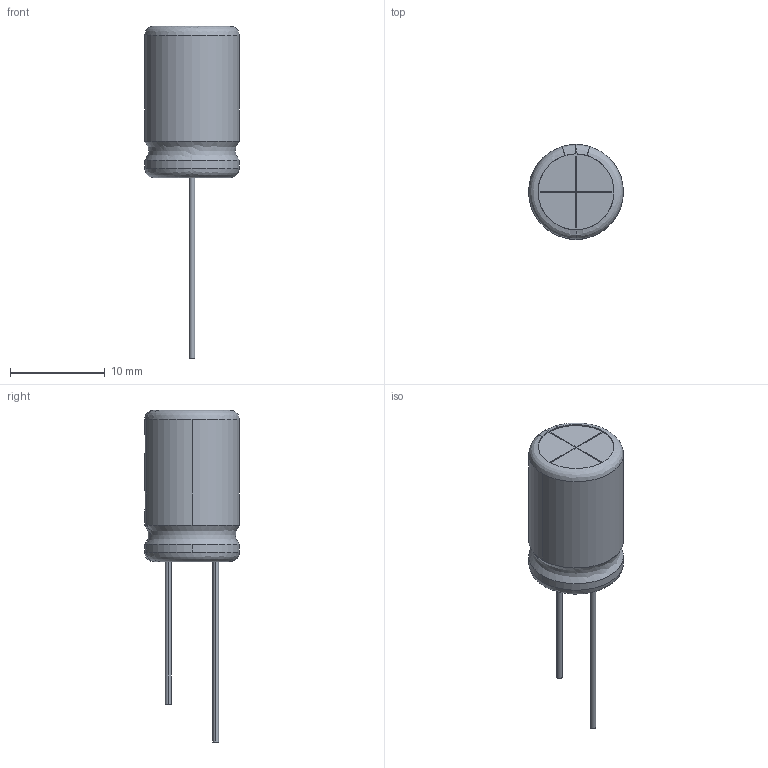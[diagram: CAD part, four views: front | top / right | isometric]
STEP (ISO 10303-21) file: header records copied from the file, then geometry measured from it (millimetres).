
FILE_DESCRIPTION (( 'STEP AP214' ), '1' );
FILE_NAME ('User Library-Cap 10x16.STEP', '2011-07-05T08:15:14', ( 'sysAdmin' ), ( 'SolidWorks' ), 'SwSTEP 2.0', 'SolidWorks 2011', '' );
FILE_SCHEMA (( 'AUTOMOTIVE_DESIGN' ));
Length unit declared in the file: millimetre
Products named in the file (11): User Library-Cap 10x16_10_1; User Library-Cap 10x16_9_1; User Library-Cap 10x16_8_1; User Library-Cap 10x16_7_1; User Library-Cap 10x16_6_1; User Library-Cap 10x16_5_1; User Library-Cap 10x16_4_1; User Library-Cap 10x16_3_1; User Library-Cap 10x16_2_1; User Library-Cap 10x16_1_1; User Library-Cap 10x16
Assembly tree (10 placements, depth 2):
  User Library-Cap 10x16
    User Library-Cap 10x16_9_1
    User Library-Cap 10x16_2_1
    User Library-Cap 10x16_3_1
    User Library-Cap 10x16_6_1
    User Library-Cap 10x16_8_1
    User Library-Cap 10x16_5_1
    User Library-Cap 10x16_10_1
    User Library-Cap 10x16_4_1
    User Library-Cap 10x16_1_1
    User Library-Cap 10x16_7_1
Bounding box: 10 x 10 x 35 mm (x, y, z)
Volume: 1229 mm3; surface area: 1901 mm2
Topology: 10 solids, 10 shells, 131 faces, 331 edges, 221 vertices
Faces by surface type: cylinder 66, plane 41, bspline 24
Entity records: 6698 total; most frequent: CARTESIAN_POINT 1769, ORIENTED_EDGE 662, DIRECTION 598, EDGE_CURVE 331, AXIS2_PLACEMENT_3D 222, VERTEX_POINT 221, UNCERTAINTY_MEASURE_WITH_UNIT 162, VECTOR 154
